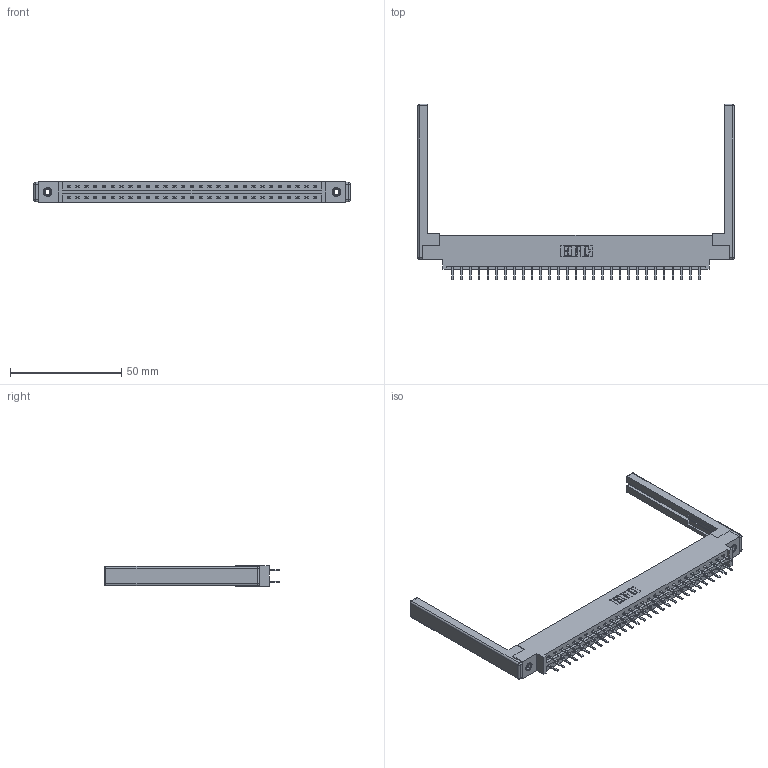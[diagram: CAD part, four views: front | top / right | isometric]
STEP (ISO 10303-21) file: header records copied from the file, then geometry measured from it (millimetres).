
FILE_DESCRIPTION (( 'STEP AP203' ), '1' );
FILE_NAME ('387-058-520-868.STEP', '2019-10-19T08:25:29', ( '' ), ( '' ), 'SwSTEP 2.0', 'SolidWorks 2016', '' );
FILE_SCHEMA (( 'CONFIG_CONTROL_DESIGN' ));
Length unit declared in the file: inch
Products named in the file (5): 345-250-001_345-250-001-102; 345-292-001_345-293-120; 337 Part_0.170 Offset - 0.156 Dia-TI; 307-220-068; 387-058-520-868
Assembly tree (63 placements, depth 2):
  387-058-520-868
    337 Part_0.170 Offset - 0.156 Dia-TI
    345-292-001_345-293-120  x58
    345-250-001_345-250-001-102  x2
    307-220-068  x2
Bounding box: 142.34 x 79.08 x 9.4 mm (x, y, z)
Volume: 19069.8 mm3; surface area: 20544.7 mm2
Topology: 63 solids, 63 shells, 3636 faces, 10515 edges, 6834 vertices
Faces by surface type: plane 2482, cylinder 1130, cone 12, sphere 8, torus 4
Entity records: 27172 total; most frequent: CARTESIAN_POINT 4567, ORIENTED_EDGE 4480, DIRECTION 3966, EDGE_CURVE 2240, LINE 2058, VECTOR 2058, VERTEX_POINT 1482, AXIS2_PLACEMENT_3D 954
